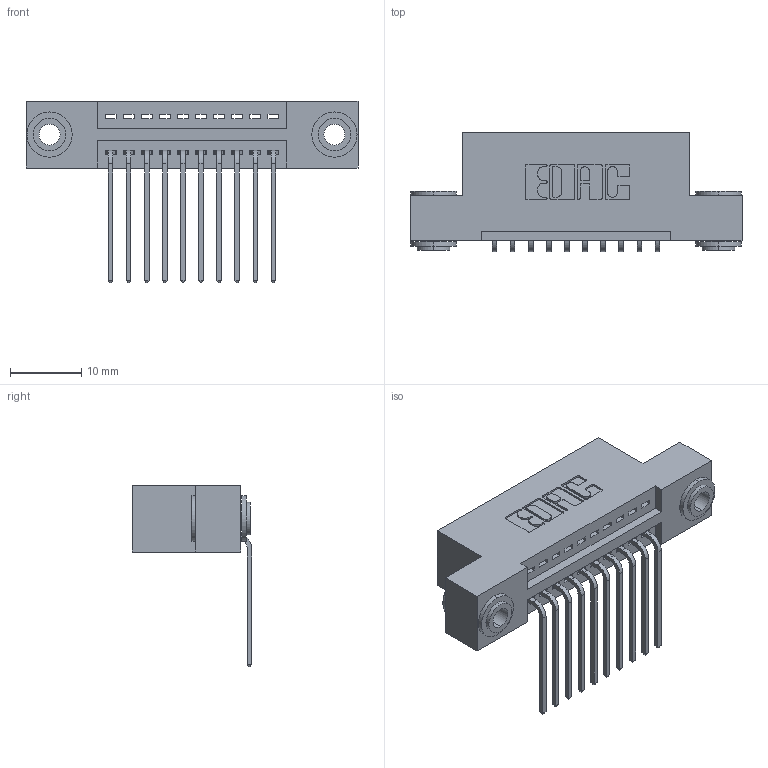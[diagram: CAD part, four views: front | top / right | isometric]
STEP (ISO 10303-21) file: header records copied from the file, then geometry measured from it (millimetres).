
FILE_DESCRIPTION (( 'STEP AP203' ), '1' );
FILE_NAME ('345-010-559-103.STEP', '2019-10-03T22:40:13', ( '' ), ( '' ), 'SwSTEP 2.0', 'SolidWorks 2016', '' );
FILE_SCHEMA (( 'CONFIG_CONTROL_DESIGN' ));
Length unit declared in the file: inch
Products named in the file (4): 345-010-559-103; 345 Part_Flush Mounting Lugs - 0.156 Dia-TH; 345-292-001_558 559 Tail - 1; 345-250-002_345-250-002-102
Assembly tree (13 placements, depth 2):
  345-010-559-103
    345 Part_Flush Mounting Lugs - 0.156 Dia-TH
    345-292-001_558 559 Tail - 1  x10
    345-250-002_345-250-002-102  x2
Bounding box: 46.61 x 16.75 x 25.53 mm (x, y, z)
Volume: 4217.5 mm3; surface area: 5580.1 mm2
Topology: 13 solids, 13 shells, 764 faces, 2237 edges, 1474 vertices
Faces by surface type: plane 510, cylinder 246, cone 8
Entity records: 12568 total; most frequent: CARTESIAN_POINT 2157, ORIENTED_EDGE 2094, DIRECTION 1961, EDGE_CURVE 1047, LINE 851, VECTOR 851, VERTEX_POINT 694, AXIS2_PLACEMENT_3D 555
